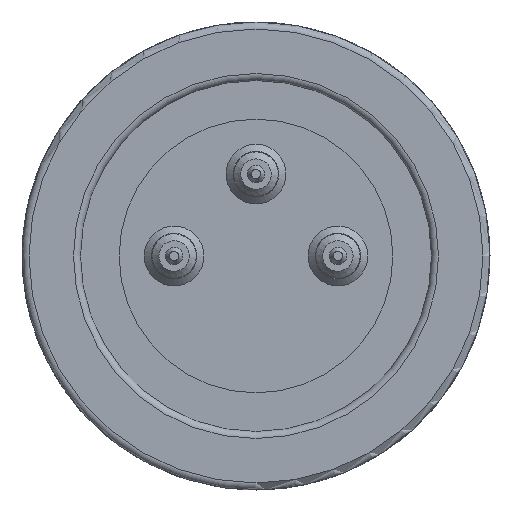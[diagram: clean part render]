
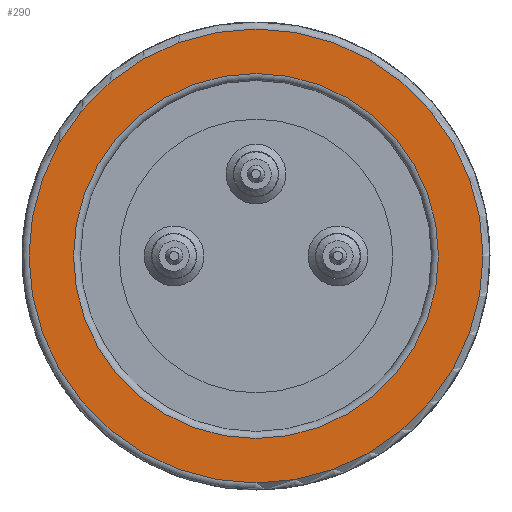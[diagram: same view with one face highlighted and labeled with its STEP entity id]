
A CAD part, left-side view. The second image highlights one B-rep face of the part: STEP entity #290.
In plain terms, the highlighted planar face has unit normal (-1, 0, 0).
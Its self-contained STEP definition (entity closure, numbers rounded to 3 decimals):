
#158=FACE_BOUND('',#497,.T.);
#159=FACE_BOUND('',#498,.T.);
#290=ADVANCED_FACE('',(#158,#159),#379,.T.);
#379=PLANE('',#1574);
#497=EDGE_LOOP('',(#871));
#498=EDGE_LOOP('',(#872));
#669=CIRCLE('',#1572,9.7);
#670=CIRCLE('',#1573,7.8);
#871=ORIENTED_EDGE('',*,*,#1317,.T.);
#872=ORIENTED_EDGE('',*,*,#1318,.T.);
#1159=VERTEX_POINT('',#2437);
#1160=VERTEX_POINT('',#2439);
#1317=EDGE_CURVE('',#1159,#1159,#669,.T.);
#1318=EDGE_CURVE('',#1160,#1160,#670,.T.);
#1572=AXIS2_PLACEMENT_3D('',#2436,#1883,#1884);
#1573=AXIS2_PLACEMENT_3D('',#2438,#1885,#1886);
#1574=AXIS2_PLACEMENT_3D('',#2440,#1887,#1888);
#1883=DIRECTION('',(-1.,0.,0.));
#1884=DIRECTION('',(0.,0.,1.));
#1885=DIRECTION('',(1.,0.,0.));
#1886=DIRECTION('',(0.,0.,1.));
#1887=DIRECTION('',(-1.,0.,0.));
#1888=DIRECTION('',(0.,0.,1.));
#2436=CARTESIAN_POINT('',(0.,0.,0.));
#2437=CARTESIAN_POINT('',(0.,0.,9.7));
#2438=CARTESIAN_POINT('',(0.,0.,0.));
#2439=CARTESIAN_POINT('',(0.,0.,7.8));
#2440=CARTESIAN_POINT('',(0.,0.,0.));
